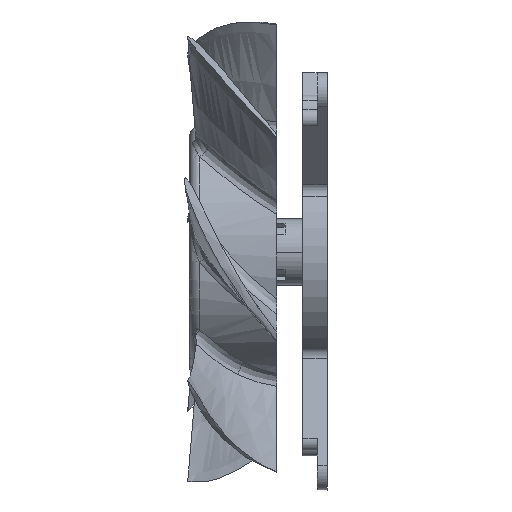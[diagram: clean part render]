
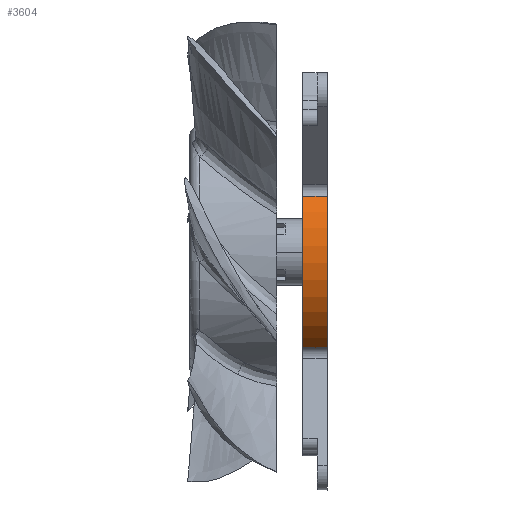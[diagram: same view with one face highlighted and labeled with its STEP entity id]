
A CAD part, left-side view. The second image highlights one B-rep face of the part: STEP entity #3604.
In plain terms, the highlighted cylindrical face has radius 11.15 mm (diameter 22.3 mm), a partial arc.
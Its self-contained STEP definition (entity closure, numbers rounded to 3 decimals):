
#1259=DIRECTION('',(0.,-1.,0.));
#1260=VECTOR('',#1259,2.5);
#1261=CARTESIAN_POINT('',(-9.587,2.5,5.693));
#1262=LINE('',#1261,#1260);
#1263=CARTESIAN_POINT('',(0.,0.,0.));
#1264=DIRECTION('',(0.,-1.,0.));
#1265=DIRECTION('',(-0.86,0.,0.511));
#1266=AXIS2_PLACEMENT_3D('',#1263,#1264,#1265);
#1268=DIRECTION('',(0.,1.,0.));
#1269=VECTOR('',#1268,2.5);
#1270=CARTESIAN_POINT('',(-5.456,0.,-9.724));
#1271=LINE('',#1270,#1269);
#1272=CARTESIAN_POINT('',(0.,2.5,0.));
#1273=DIRECTION('',(0.,1.,0.));
#1274=DIRECTION('',(-0.489,0.,-0.872));
#1275=AXIS2_PLACEMENT_3D('',#1272,#1273,#1274);
#2128=CARTESIAN_POINT('',(-9.587,2.5,5.693));
#2129=CARTESIAN_POINT('',(-9.587,0.,5.693));
#2130=VERTEX_POINT('',#2128);
#2131=VERTEX_POINT('',#2129);
#2136=CARTESIAN_POINT('',(-5.456,0.,-9.724));
#2137=CARTESIAN_POINT('',(-5.456,2.5,-9.724));
#2138=VERTEX_POINT('',#2136);
#2139=VERTEX_POINT('',#2137);
#3590=CARTESIAN_POINT('',(0.,12.065,0.));
#3591=DIRECTION('',(0.,-1.,0.));
#3592=DIRECTION('',(1.,0.,0.));
#3593=AXIS2_PLACEMENT_3D('',#3590,#3591,#3592);
#3594=CYLINDRICAL_SURFACE('',#3593,11.15);
#3596=ORIENTED_EDGE('',*,*,#3595,.T.);
#3597=ORIENTED_EDGE('',*,*,#2278,.T.);
#3599=ORIENTED_EDGE('',*,*,#3598,.T.);
#3601=ORIENTED_EDGE('',*,*,#3600,.T.);
#3602=EDGE_LOOP('',(#3596,#3597,#3599,#3601));
#3603=FACE_OUTER_BOUND('',#3602,.F.);
#1267=CIRCLE('',#1266,11.15);
#1276=CIRCLE('',#1275,11.15);
#2278=EDGE_CURVE('',#2131,#2138,#1267,.T.);
#3595=EDGE_CURVE('',#2130,#2131,#1262,.T.);
#3598=EDGE_CURVE('',#2138,#2139,#1271,.T.);
#3600=EDGE_CURVE('',#2139,#2130,#1276,.T.);
#3604=ADVANCED_FACE('',(#3603),#3594,.T.);
